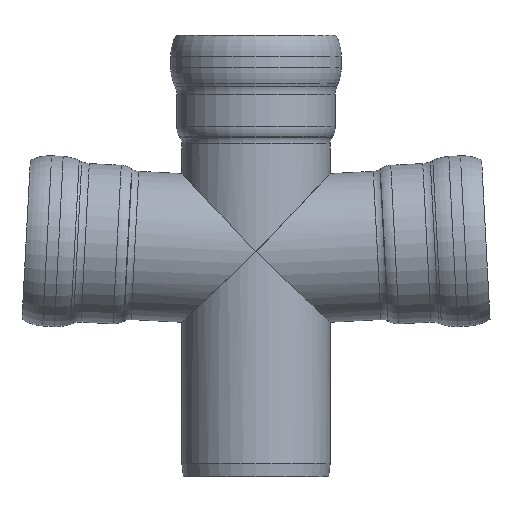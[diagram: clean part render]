
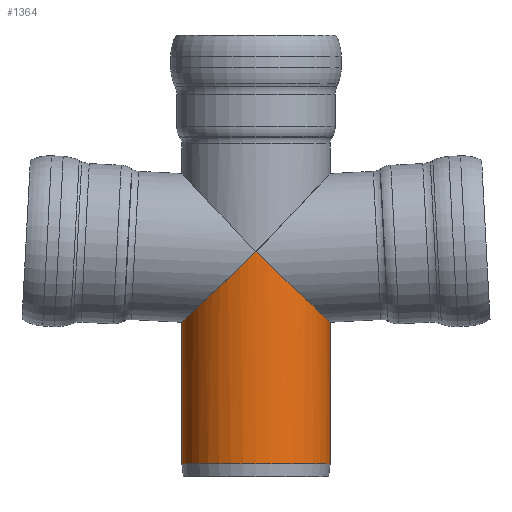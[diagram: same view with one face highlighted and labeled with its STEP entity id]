
A CAD part, front view. The second image highlights one B-rep face of the part: STEP entity #1364.
In plain terms, the highlighted cylindrical face has radius 445 mm (diameter 890 mm), a full revolution.
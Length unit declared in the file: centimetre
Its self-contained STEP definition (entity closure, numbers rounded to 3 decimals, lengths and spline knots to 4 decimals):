
#120=CIRCLE('',#1504,44.5);
#230=CYLINDRICAL_SURFACE('',#1503,44.5);
#268=FACE_OUTER_BOUND('',#344,.T.);
#344=EDGE_LOOP('',(#1026,#1027,#1028,#1029,#1030,#1031));
#411=LINE('',#2383,#457);
#457=VECTOR('',#1860,44.5);
#495=ELLIPSE('',#1502,61.3476,44.5);
#496=ELLIPSE('',#1505,61.3476,44.5);
#497=ELLIPSE('',#1506,61.3476,44.5);
#558=VERTEX_POINT('',#2371);
#561=VERTEX_POINT('',#2376);
#562=VERTEX_POINT('',#2380);
#563=VERTEX_POINT('',#2382);
#732=EDGE_CURVE('',#561,#558,#495,.T.);
#733=EDGE_CURVE('',#562,#562,#120,.T.);
#734=EDGE_CURVE('',#562,#563,#411,.T.);
#735=EDGE_CURVE('',#563,#558,#496,.T.);
#736=EDGE_CURVE('',#561,#563,#497,.T.);
#1026=ORIENTED_EDGE('',*,*,#733,.F.);
#1027=ORIENTED_EDGE('',*,*,#734,.T.);
#1028=ORIENTED_EDGE('',*,*,#735,.T.);
#1029=ORIENTED_EDGE('',*,*,#732,.F.);
#1030=ORIENTED_EDGE('',*,*,#736,.T.);
#1031=ORIENTED_EDGE('',*,*,#734,.F.);
#1364=ADVANCED_FACE('',(#268),#230,.T.);
#1502=AXIS2_PLACEMENT_3D('',#2378,#1854,#1855);
#1503=AXIS2_PLACEMENT_3D('',#2379,#1856,#1857);
#1504=AXIS2_PLACEMENT_3D('',#2381,#1858,#1859);
#1505=AXIS2_PLACEMENT_3D('',#2384,#1861,#1862);
#1506=AXIS2_PLACEMENT_3D('',#2385,#1863,#1864);
#1854=DIRECTION('center_axis',(-0.688,0.,
0.725));
#1855=DIRECTION('ref_axis',(0.725,0.,0.688));
#1856=DIRECTION('center_axis',(0.,0.,
1.));
#1857=DIRECTION('ref_axis',(-1.,0.,0.));
#1858=DIRECTION('center_axis',(0.,0.,
-1.));
#1859=DIRECTION('ref_axis',(1.,0.,0.));
#1860=DIRECTION('',(0.,0.,1.));
#1861=DIRECTION('center_axis',(-0.688,0.,
-0.725));
#1862=DIRECTION('ref_axis',(-0.725,0.,0.688));
#1863=DIRECTION('center_axis',(-0.688,0.,
-0.725));
#1864=DIRECTION('ref_axis',(-0.725,0.,0.688));
#2371=CARTESIAN_POINT('',(0.,-44.5,135.));
#2376=CARTESIAN_POINT('',(0.,44.5,135.));
#2378=CARTESIAN_POINT('Origin',(0.,0.,135.));
#2379=CARTESIAN_POINT('Origin',(0.,0.,193.8545));
#2380=CARTESIAN_POINT('',(44.5,0.,8.));
#2381=CARTESIAN_POINT('Origin',(0.,0.,8.));
#2382=CARTESIAN_POINT('',(44.5,0.,92.7711));
#2383=CARTESIAN_POINT('',(44.5,0.,193.8545));
#2384=CARTESIAN_POINT('Origin',(0.,0.,135.));
#2385=CARTESIAN_POINT('Origin',(0.,0.,135.));
